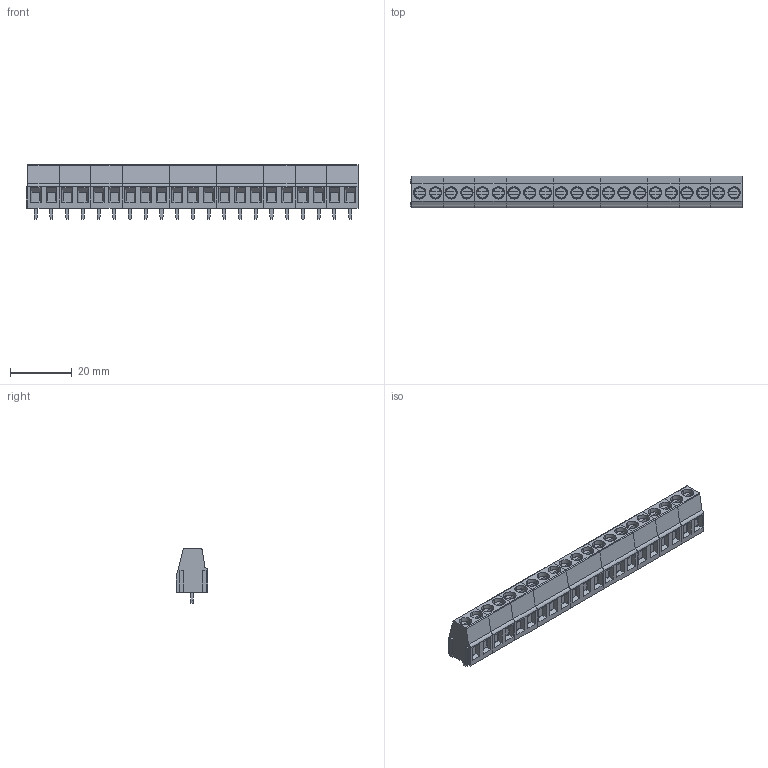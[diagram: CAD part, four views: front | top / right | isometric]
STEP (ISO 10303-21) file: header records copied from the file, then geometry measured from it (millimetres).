
FILE_DESCRIPTION(('FreeCAD Model'),'2;1');
FILE_NAME('Open CASCADE Shape Model','2024-11-06T21:28:28',(''),(''), 'Open CASCADE STEP processor 7.6','FreeCAD','Unknown');
FILE_SCHEMA(('AUTOMOTIVE_DESIGN { 1 0 10303 214 1 1 1 1 }'));
Length unit declared in the file: millimetre
Products named in the file (1): CUI_DEVICES_TB004-508-21BE
Bounding box: 107.28 x 10.2 x 17.6 mm (x, y, z)
Volume: 12568.3 mm3; surface area: 7379.2 mm2
Topology: 1 solids, 1 shells, 915 faces, 2215 edges, 1365 vertices
Faces by surface type: plane 657, torus 105, cone 84, cylinder 69
Entity records: 33817 total; most frequent: CARTESIAN_POINT 6092, ORIENTED_EDGE 4430, DIRECTION 4329, EDGE_CURVE 2215, LINE 1597, VECTOR 1597, AXIS2_PLACEMENT_3D 1366, VERTEX_POINT 1365
